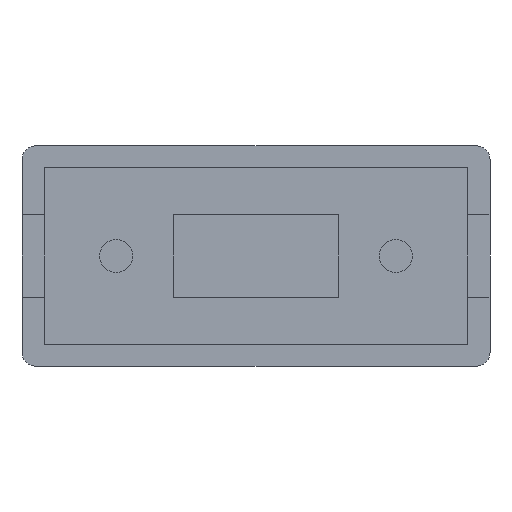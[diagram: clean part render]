
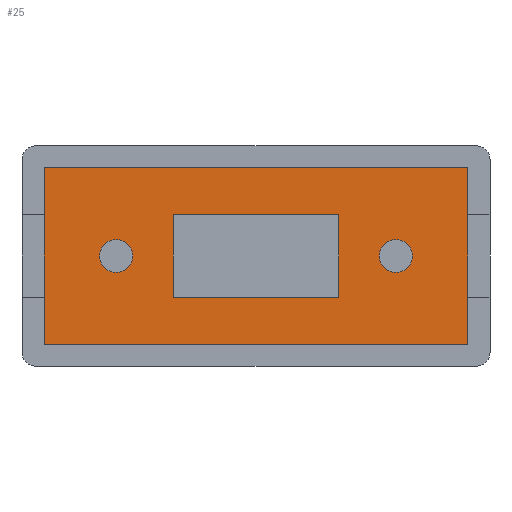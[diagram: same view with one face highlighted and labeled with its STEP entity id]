
A CAD part, front view. The second image highlights one B-rep face of the part: STEP entity #25.
In plain terms, the highlighted planar face has unit normal (0, -1, 0).
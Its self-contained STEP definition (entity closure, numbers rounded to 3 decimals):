
#25 = ADVANCED_FACE ( 'NONE', ( #454, #891 ), #1327, .F. ) ;
#48 = ORIENTED_EDGE ( 'NONE', *, *, #519, .F. ) ;
#64 = VECTOR ( 'NONE', #1123, 1000. ) ;
#71 = ORIENTED_EDGE ( 'NONE', *, *, #1201, .T. ) ;
#82 = LINE ( 'NONE', #968, #64 ) ;
#130 = VERTEX_POINT ( 'NONE', #555 ) ;
#134 = VERTEX_POINT ( 'NONE', #147 ) ;
#140 = EDGE_CURVE ( 'NONE', #130, #1047, #911, .T. ) ;
#147 = CARTESIAN_POINT ( 'NONE',  ( 1.5, 0.8, 0.75 ) ) ;
#161 = CARTESIAN_POINT ( 'NONE',  ( 3.85, 0.8, -1.6 ) ) ;
#167 = ORIENTED_EDGE ( 'NONE', *, *, #335, .F. ) ;
#172 = DIRECTION ( 'NONE',  ( 0., 1., 0. ) ) ;
#176 = CARTESIAN_POINT ( 'NONE',  ( -3.85, 0.8, 1.6 ) ) ;
#182 = VERTEX_POINT ( 'NONE', #423 ) ;
#193 = ORIENTED_EDGE ( 'NONE', *, *, #1325, .F. ) ;
#217 = LINE ( 'NONE', #522, #1134 ) ;
#226 = ORIENTED_EDGE ( 'NONE', *, *, #1130, .F. ) ;
#234 = EDGE_LOOP ( 'NONE', ( #167, #226, #193, #48 ) ) ;
#239 = LINE ( 'NONE', #1002, #685 ) ;
#241 = VECTOR ( 'NONE', #585, 1000. ) ;
#243 = VECTOR ( 'NONE', #1192, 1000. ) ;
#277 = LINE ( 'NONE', #176, #241 ) ;
#287 = CARTESIAN_POINT ( 'NONE',  ( -3.85, 0.8, -1.6 ) ) ;
#300 = ORIENTED_EDGE ( 'NONE', *, *, #1222, .T. ) ;
#308 = CARTESIAN_POINT ( 'NONE',  ( -3.85, 0.8, -1.6 ) ) ;
#335 = EDGE_CURVE ( 'NONE', #603, #808, #82, .T. ) ;
#359 = VERTEX_POINT ( 'NONE', #1316 ) ;
#393 = LINE ( 'NONE', #308, #1241 ) ;
#423 = CARTESIAN_POINT ( 'NONE',  ( 3.85, 0.8, 1.6 ) ) ;
#454 = FACE_OUTER_BOUND ( 'NONE', #1249, .T. ) ;
#475 = CARTESIAN_POINT ( 'NONE',  ( -3.85, 0.8, -1.6 ) ) ;
#499 = VECTOR ( 'NONE', #691, 1000. ) ;
#518 = CARTESIAN_POINT ( 'NONE',  ( 1.5, 0.8, -0.75 ) ) ;
#519 = EDGE_CURVE ( 'NONE', #808, #134, #239, .T. ) ;
#522 = CARTESIAN_POINT ( 'NONE',  ( -1.5, 0.8, 0.75 ) ) ;
#538 = ORIENTED_EDGE ( 'NONE', *, *, #1190, .T. ) ;
#555 = CARTESIAN_POINT ( 'NONE',  ( -3.85, 0.8, 1.6 ) ) ;
#585 = DIRECTION ( 'NONE',  ( -1., 0., 0. ) ) ;
#603 = VERTEX_POINT ( 'NONE', #886 ) ;
#653 = DIRECTION ( 'NONE',  ( -1., 0., 0. ) ) ;
#685 = VECTOR ( 'NONE', #993, 1000. ) ;
#691 = DIRECTION ( 'NONE',  ( 0., 0., -1. ) ) ;
#808 = VERTEX_POINT ( 'NONE', #518 ) ;
#813 = CARTESIAN_POINT ( 'NONE',  ( 3.85, 0.8, -1.6 ) ) ;
#886 = CARTESIAN_POINT ( 'NONE',  ( -1.5, 0.8, -0.75 ) ) ;
#891 = FACE_BOUND ( 'NONE', #234, .T. ) ;
#911 = LINE ( 'NONE', #287, #499 ) ;
#968 = CARTESIAN_POINT ( 'NONE',  ( -1.5, 0.8, -0.75 ) ) ;
#991 = LINE ( 'NONE', #1155, #996 ) ;
#993 = DIRECTION ( 'NONE',  ( 0., 0., 1. ) ) ;
#996 = VECTOR ( 'NONE', #1228, 1000. ) ;
#1002 = CARTESIAN_POINT ( 'NONE',  ( 1.5, 0.8, -0.75 ) ) ;
#1023 = CARTESIAN_POINT ( 'NONE',  ( 0., 0.8, 0. ) ) ;
#1041 = AXIS2_PLACEMENT_3D ( 'NONE', #1023, #172, #1205 ) ;
#1047 = VERTEX_POINT ( 'NONE', #475 ) ;
#1071 = ORIENTED_EDGE ( 'NONE', *, *, #140, .T. ) ;
#1074 = DIRECTION ( 'NONE',  ( 1., 0., 0. ) ) ;
#1080 = VERTEX_POINT ( 'NONE', #813 ) ;
#1123 = DIRECTION ( 'NONE',  ( 1., 0., 0. ) ) ;
#1130 = EDGE_CURVE ( 'NONE', #359, #603, #991, .T. ) ;
#1134 = VECTOR ( 'NONE', #653, 1000. ) ;
#1155 = CARTESIAN_POINT ( 'NONE',  ( -1.5, 0.8, -0.75 ) ) ;
#1157 = LINE ( 'NONE', #161, #243 ) ;
#1190 = EDGE_CURVE ( 'NONE', #1080, #182, #1157, .T. ) ;
#1192 = DIRECTION ( 'NONE',  ( 0., 0., 1. ) ) ;
#1201 = EDGE_CURVE ( 'NONE', #182, #130, #277, .T. ) ;
#1205 = DIRECTION ( 'NONE',  ( 0., 0., 1. ) ) ;
#1222 = EDGE_CURVE ( 'NONE', #1047, #1080, #393, .T. ) ;
#1228 = DIRECTION ( 'NONE',  ( 0., 0., -1. ) ) ;
#1241 = VECTOR ( 'NONE', #1074, 1000. ) ;
#1249 = EDGE_LOOP ( 'NONE', ( #538, #71, #1071, #300 ) ) ;
#1316 = CARTESIAN_POINT ( 'NONE',  ( -1.5, 0.8, 0.75 ) ) ;
#1325 = EDGE_CURVE ( 'NONE', #134, #359, #217, .T. ) ;
#1327 = PLANE ( 'NONE',  #1041 ) ;
